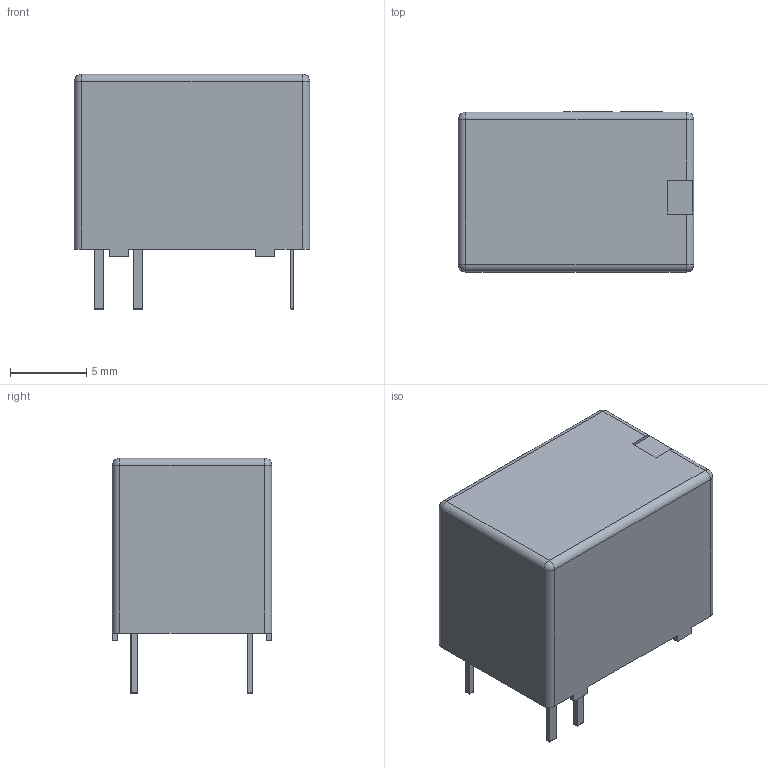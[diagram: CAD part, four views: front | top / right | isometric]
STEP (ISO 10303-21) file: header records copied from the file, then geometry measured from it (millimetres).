
FILE_DESCRIPTION (( 'STEP AP214' ), '1' );
FILE_NAME ('RELAY-TH_HK4101F-XX-XX_XX.step', '2022-07-09T13:34:30', ( '' ), ( '' ), 'SwSTEP 2.0', 'SolidWorks 2020', '' );
FILE_SCHEMA (( 'AUTOMOTIVE_DESIGN' ));
Length unit declared in the file: millimetre
Products named in the file (1): RELAY-TH_HK4101F-XX-XX_XX
Bounding box: 15.5 x 10.51 x 15.5 mm (x, y, z)
Volume: 1869.8 mm3; surface area: 943.6 mm2
Topology: 1 solids, 1 shells, 365 faces, 968 edges, 632 vertices
Faces by surface type: plane 221, bspline 112, cylinder 28, sphere 4
Entity records: 15270 total; most frequent: CARTESIAN_POINT 4126, ORIENTED_EDGE 1928, DIRECTION 1242, EDGE_CURVE 964, LINE 698, VECTOR 698, VERTEX_POINT 632, EDGE_LOOP 396
